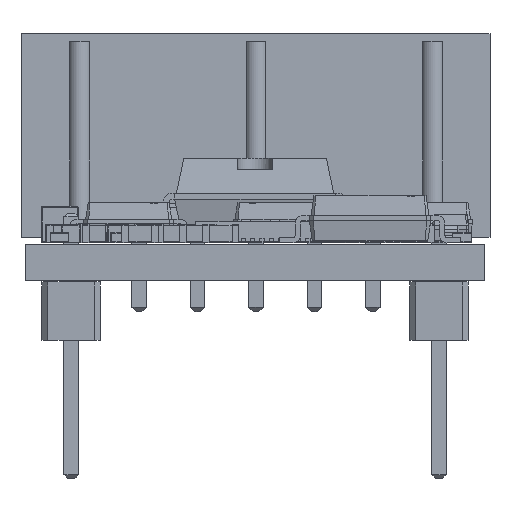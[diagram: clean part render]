
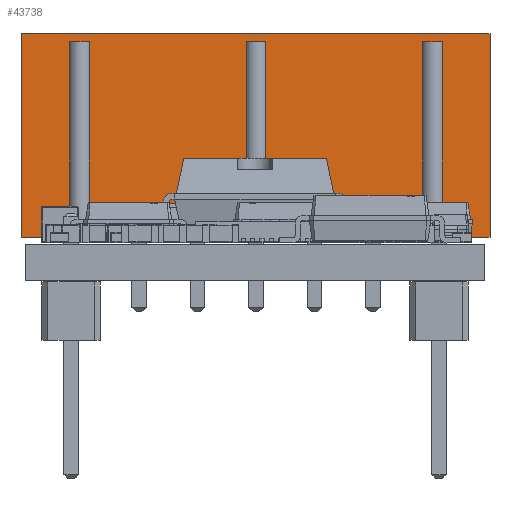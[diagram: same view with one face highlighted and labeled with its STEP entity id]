
A CAD part, front view. The second image highlights one B-rep face of the part: STEP entity #43738.
In plain terms, the highlighted face is planar.
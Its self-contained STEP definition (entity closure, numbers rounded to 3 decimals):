
#42900 = EDGE_CURVE('',#42901,#42903,#42905,.T.);
#42901 = VERTEX_POINT('',#42902);
#42902 = CARTESIAN_POINT('',(5.695,5.1,0.25));
#42903 = VERTEX_POINT('',#42904);
#42904 = CARTESIAN_POINT('',(5.695,5.1,9.1));
#42905 = LINE('',#42906,#42907);
#42906 = CARTESIAN_POINT('',(5.695,5.1,0.25));
#42907 = VECTOR('',#42908,1.);
#42908 = DIRECTION('',(0.,0.,1.));
#42965 = VERTEX_POINT('',#42966);
#42966 = CARTESIAN_POINT('',(5.695,-15.26,9.1));
#42972 = EDGE_CURVE('',#42965,#42903,#42973,.T.);
#42973 = LINE('',#42974,#42975);
#42974 = CARTESIAN_POINT('',(5.695,-15.26,9.1));
#42975 = VECTOR('',#42976,1.);
#42976 = DIRECTION('',(0.,1.,0.));
#43173 = VERTEX_POINT('',#43174);
#43174 = CARTESIAN_POINT('',(5.695,-15.26,0.25));
#43180 = EDGE_CURVE('',#43173,#42965,#43181,.T.);
#43181 = LINE('',#43182,#43183);
#43182 = CARTESIAN_POINT('',(5.695,-15.26,0.25));
#43183 = VECTOR('',#43184,1.);
#43184 = DIRECTION('',(0.,0.,1.));
#43220 = EDGE_CURVE('',#43221,#42901,#43223,.T.);
#43221 = VERTEX_POINT('',#43222);
#43222 = CARTESIAN_POINT('',(5.695,3.033,0.25));
#43223 = LINE('',#43224,#43225);
#43224 = CARTESIAN_POINT('',(5.695,-15.26,0.25));
#43225 = VECTOR('',#43226,1.);
#43226 = DIRECTION('',(0.,1.,0.));
#43238 = VERTEX_POINT('',#43239);
#43239 = CARTESIAN_POINT('',(5.695,2.167,0.25));
#43246 = EDGE_CURVE('',#43247,#43238,#43249,.T.);
#43247 = VERTEX_POINT('',#43248);
#43248 = CARTESIAN_POINT('',(5.695,-4.647,0.25));
#43249 = LINE('',#43250,#43251);
#43250 = CARTESIAN_POINT('',(5.695,-15.26,0.25));
#43251 = VECTOR('',#43252,1.);
#43252 = DIRECTION('',(0.,1.,0.));
#43264 = VERTEX_POINT('',#43265);
#43265 = CARTESIAN_POINT('',(5.695,-5.513,0.25));
#43272 = EDGE_CURVE('',#43273,#43264,#43275,.T.);
#43273 = VERTEX_POINT('',#43274);
#43274 = CARTESIAN_POINT('',(5.695,-12.327,0.25));
#43275 = LINE('',#43276,#43277);
#43276 = CARTESIAN_POINT('',(5.695,-15.26,0.25));
#43277 = VECTOR('',#43278,1.);
#43278 = DIRECTION('',(0.,1.,0.));
#43290 = VERTEX_POINT('',#43291);
#43291 = CARTESIAN_POINT('',(5.695,-13.193,0.25));
#43298 = EDGE_CURVE('',#43173,#43290,#43299,.T.);
#43299 = LINE('',#43300,#43301);
#43300 = CARTESIAN_POINT('',(5.695,-15.26,0.25));
#43301 = VECTOR('',#43302,1.);
#43302 = DIRECTION('',(0.,1.,0.));
#43738 = ADVANCED_FACE('',(#43739),#43814,.T.);
#43739 = FACE_BOUND('',#43740,.T.);
#43740 = EDGE_LOOP('',(#43741,#43742,#43743,#43751,#43759,#43765,#43766,
    #43774,#43782,#43788,#43789,#43797,#43805,#43811,#43812,#43813));
#43741 = ORIENTED_EDGE('',*,*,#43180,.F.);
#43742 = ORIENTED_EDGE('',*,*,#43298,.T.);
#43743 = ORIENTED_EDGE('',*,*,#43744,.F.);
#43744 = EDGE_CURVE('',#43745,#43290,#43747,.T.);
#43745 = VERTEX_POINT('',#43746);
#43746 = CARTESIAN_POINT('',(5.695,-13.193,8.75));
#43747 = LINE('',#43748,#43749);
#43748 = CARTESIAN_POINT('',(5.695,-13.193,0.25));
#43749 = VECTOR('',#43750,1.);
#43750 = DIRECTION('',(-0.,-0.,-1.));
#43751 = ORIENTED_EDGE('',*,*,#43752,.F.);
#43752 = EDGE_CURVE('',#43753,#43745,#43755,.T.);
#43753 = VERTEX_POINT('',#43754);
#43754 = CARTESIAN_POINT('',(5.695,-12.327,8.75));
#43755 = LINE('',#43756,#43757);
#43756 = CARTESIAN_POINT('',(5.695,-8.92,8.75));
#43757 = VECTOR('',#43758,1.);
#43758 = DIRECTION('',(0.,-1.,0.));
#43759 = ORIENTED_EDGE('',*,*,#43760,.T.);
#43760 = EDGE_CURVE('',#43753,#43273,#43761,.T.);
#43761 = LINE('',#43762,#43763);
#43762 = CARTESIAN_POINT('',(5.695,-12.327,0.25));
#43763 = VECTOR('',#43764,1.);
#43764 = DIRECTION('',(-0.,-0.,-1.));
#43765 = ORIENTED_EDGE('',*,*,#43272,.T.);
#43766 = ORIENTED_EDGE('',*,*,#43767,.F.);
#43767 = EDGE_CURVE('',#43768,#43264,#43770,.T.);
#43768 = VERTEX_POINT('',#43769);
#43769 = CARTESIAN_POINT('',(5.695,-5.513,8.75));
#43770 = LINE('',#43771,#43772);
#43771 = CARTESIAN_POINT('',(5.695,-5.513,0.25));
#43772 = VECTOR('',#43773,1.);
#43773 = DIRECTION('',(-0.,-0.,-1.));
#43774 = ORIENTED_EDGE('',*,*,#43775,.F.);
#43775 = EDGE_CURVE('',#43776,#43768,#43778,.T.);
#43776 = VERTEX_POINT('',#43777);
#43777 = CARTESIAN_POINT('',(5.695,-4.647,8.75));
#43778 = LINE('',#43779,#43780);
#43779 = CARTESIAN_POINT('',(5.695,-5.08,8.75));
#43780 = VECTOR('',#43781,1.);
#43781 = DIRECTION('',(0.,-1.,0.));
#43782 = ORIENTED_EDGE('',*,*,#43783,.T.);
#43783 = EDGE_CURVE('',#43776,#43247,#43784,.T.);
#43784 = LINE('',#43785,#43786);
#43785 = CARTESIAN_POINT('',(5.695,-4.647,0.25));
#43786 = VECTOR('',#43787,1.);
#43787 = DIRECTION('',(-0.,-0.,-1.));
#43788 = ORIENTED_EDGE('',*,*,#43246,.T.);
#43789 = ORIENTED_EDGE('',*,*,#43790,.F.);
#43790 = EDGE_CURVE('',#43791,#43238,#43793,.T.);
#43791 = VERTEX_POINT('',#43792);
#43792 = CARTESIAN_POINT('',(5.695,2.167,8.75));
#43793 = LINE('',#43794,#43795);
#43794 = CARTESIAN_POINT('',(5.695,2.167,0.25));
#43795 = VECTOR('',#43796,1.);
#43796 = DIRECTION('',(-0.,-0.,-1.));
#43797 = ORIENTED_EDGE('',*,*,#43798,.F.);
#43798 = EDGE_CURVE('',#43799,#43791,#43801,.T.);
#43799 = VERTEX_POINT('',#43800);
#43800 = CARTESIAN_POINT('',(5.695,3.033,8.75));
#43801 = LINE('',#43802,#43803);
#43802 = CARTESIAN_POINT('',(5.695,-1.24,8.75));
#43803 = VECTOR('',#43804,1.);
#43804 = DIRECTION('',(0.,-1.,0.));
#43805 = ORIENTED_EDGE('',*,*,#43806,.T.);
#43806 = EDGE_CURVE('',#43799,#43221,#43807,.T.);
#43807 = LINE('',#43808,#43809);
#43808 = CARTESIAN_POINT('',(5.695,3.033,0.25));
#43809 = VECTOR('',#43810,1.);
#43810 = DIRECTION('',(-0.,-0.,-1.));
#43811 = ORIENTED_EDGE('',*,*,#43220,.T.);
#43812 = ORIENTED_EDGE('',*,*,#42900,.T.);
#43813 = ORIENTED_EDGE('',*,*,#42972,.F.);
#43814 = PLANE('',#43815);
#43815 = AXIS2_PLACEMENT_3D('',#43816,#43817,#43818);
#43816 = CARTESIAN_POINT('',(5.695,-5.08,4.675));
#43817 = DIRECTION('',(1.,0.,0.));
#43818 = DIRECTION('',(0.,0.,1.));
